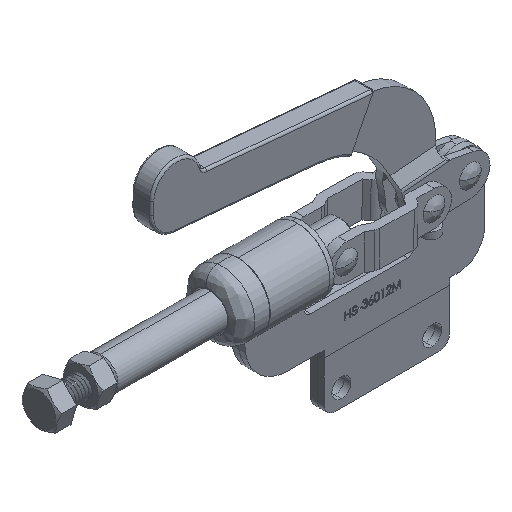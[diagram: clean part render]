
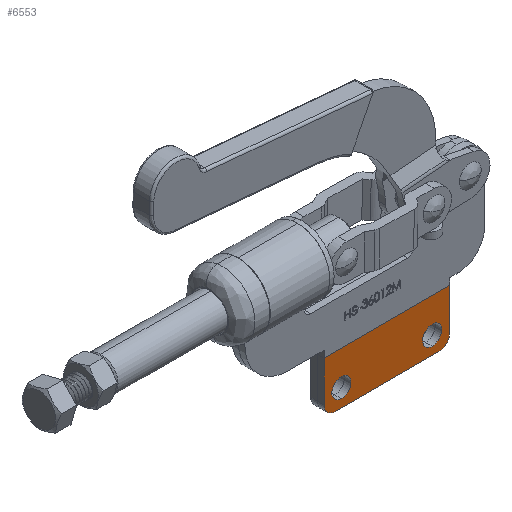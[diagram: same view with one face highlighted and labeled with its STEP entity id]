
A CAD part, isometric view. The second image highlights one B-rep face of the part: STEP entity #6553.
In plain terms, the highlighted planar face has unit normal (0, -1, 0).
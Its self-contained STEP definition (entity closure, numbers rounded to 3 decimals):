
#2924 = DIRECTION ( 'NONE',  ( 0., 1., 0. ) ) ;
#2929 = CARTESIAN_POINT ( 'NONE',  ( 0., 25.6, -23.6 ) ) ;
#2931 = PLANE ( 'NONE',  #50294 ) ;
#2933 = DIRECTION ( 'NONE',  ( 0., 0., 1. ) ) ;
#6553 = ADVANCED_FACE ( 'NONE', ( #26316, #26319, #26313 ), #2931, .F. ) ;
#18683 = EDGE_LOOP ( 'NONE', ( #37665, #37666 ) ) ;
#18773 = EDGE_LOOP ( 'NONE', ( #37667, #37668, #37669, #37670, #37671, #37672 ) ) ;
#18775 = EDGE_LOOP ( 'NONE', ( #37663, #37664 ) ) ;
#24092 = CARTESIAN_POINT ( 'NONE',  ( -49.3, 25.6, -11.3 ) ) ;
#24093 = CARTESIAN_POINT ( 'NONE',  ( -49.3, 25.6, -20. ) ) ;
#24096 = CARTESIAN_POINT ( 'NONE',  ( -8., 25.6, -11.3 ) ) ;
#24097 = CARTESIAN_POINT ( 'NONE',  ( -8., 25.6, -20. ) ) ;
#24099 = CARTESIAN_POINT ( 'NONE',  ( -52.2, 25.6, -23.6 ) ) ;
#24100 = CARTESIAN_POINT ( 'NONE',  ( -57.2, 25.6, -18.6 ) ) ;
#24104 = CARTESIAN_POINT ( 'NONE',  ( -5., 25.6, -23.6 ) ) ;
#24106 = CARTESIAN_POINT ( 'NONE',  ( -57.2, 25.6, 0. ) ) ;
#24107 = CARTESIAN_POINT ( 'NONE',  ( 0., 25.6, 0. ) ) ;
#24109 = CARTESIAN_POINT ( 'NONE',  ( 0., 25.6, -18.6 ) ) ;
#26313 = FACE_OUTER_BOUND ( 'NONE', #18773, .T. ) ;
#26316 = FACE_BOUND ( 'NONE', #18775, .T. ) ;
#26319 = FACE_BOUND ( 'NONE', #18683, .T. ) ;
#28570 = CIRCLE ( 'NONE', #30272, 4.35 ) ;
#28571 = CIRCLE ( 'NONE', #30271, 4.35 ) ;
#28573 = CIRCLE ( 'NONE', #30273, 5. ) ;
#28576 = LINE ( 'NONE', #32176, #28579 ) ;
#28578 = LINE ( 'NONE', #32150, #28583 ) ;
#28579 = VECTOR ( 'NONE', #32180, 1000. ) ;
#28580 = LINE ( 'NONE', #32178, #28587 ) ;
#28583 = VECTOR ( 'NONE', #32185, 1000. ) ;
#28584 = CIRCLE ( 'NONE', #30274, 5. ) ;
#28587 = VECTOR ( 'NONE', #32194, 1000. ) ;
#28590 = LINE ( 'NONE', #32200, #28592 ) ;
#28592 = VECTOR ( 'NONE', #32191, 1000. ) ;
#28609 = CIRCLE ( 'NONE', #30279, 4.35 ) ;
#28615 = CIRCLE ( 'NONE', #30281, 4.35 ) ;
#30271 = AXIS2_PLACEMENT_3D ( 'NONE', #32153, #32155, #32157 ) ;
#30272 = AXIS2_PLACEMENT_3D ( 'NONE', #32160, #32162, #32164 ) ;
#30273 = AXIS2_PLACEMENT_3D ( 'NONE', #32170, #32171, #32173 ) ;
#30274 = AXIS2_PLACEMENT_3D ( 'NONE', #32209, #32211, #32213 ) ;
#30279 = AXIS2_PLACEMENT_3D ( 'NONE', #32282, #32284, #32286 ) ;
#30281 = AXIS2_PLACEMENT_3D ( 'NONE', #32304, #32305, #32307 ) ;
#31560 = VERTEX_POINT ( 'NONE', #24092 ) ;
#31561 = VERTEX_POINT ( 'NONE', #24093 ) ;
#31564 = VERTEX_POINT ( 'NONE', #24096 ) ;
#31565 = VERTEX_POINT ( 'NONE', #24097 ) ;
#31567 = VERTEX_POINT ( 'NONE', #24099 ) ;
#31568 = VERTEX_POINT ( 'NONE', #24100 ) ;
#31572 = VERTEX_POINT ( 'NONE', #24104 ) ;
#31574 = VERTEX_POINT ( 'NONE', #24106 ) ;
#31575 = VERTEX_POINT ( 'NONE', #24107 ) ;
#31577 = VERTEX_POINT ( 'NONE', #24109 ) ;
#32150 = CARTESIAN_POINT ( 'NONE',  ( 0., 25.6, 0. ) ) ;
#32153 = CARTESIAN_POINT ( 'NONE',  ( -49.3, 25.6, -15.65 ) ) ;
#32155 = DIRECTION ( 'NONE',  ( 0., -1., 0. ) ) ;
#32157 = DIRECTION ( 'NONE',  ( 0., 0., -1. ) ) ;
#32160 = CARTESIAN_POINT ( 'NONE',  ( -8., 25.6, -15.65 ) ) ;
#32162 = DIRECTION ( 'NONE',  ( 0., -1., 0. ) ) ;
#32164 = DIRECTION ( 'NONE',  ( 0., 0., -1. ) ) ;
#32170 = CARTESIAN_POINT ( 'NONE',  ( -5., 25.6, -18.6 ) ) ;
#32171 = DIRECTION ( 'NONE',  ( 0., 1., 0. ) ) ;
#32173 = DIRECTION ( 'NONE',  ( 0., 0., 1. ) ) ;
#32176 = CARTESIAN_POINT ( 'NONE',  ( 0., 25.6, -23.6 ) ) ;
#32178 = CARTESIAN_POINT ( 'NONE',  ( -57.2, 25.6, -23.6 ) ) ;
#32180 = DIRECTION ( 'NONE',  ( 0., 0., -1. ) ) ;
#32185 = DIRECTION ( 'NONE',  ( 1., 0., 0. ) ) ;
#32191 = DIRECTION ( 'NONE',  ( -1., 0., 0. ) ) ;
#32194 = DIRECTION ( 'NONE',  ( 0., 0., 1. ) ) ;
#32200 = CARTESIAN_POINT ( 'NONE',  ( 0., 25.6, -23.6 ) ) ;
#32209 = CARTESIAN_POINT ( 'NONE',  ( -52.2, 25.6, -18.6 ) ) ;
#32211 = DIRECTION ( 'NONE',  ( 0., 1., 0. ) ) ;
#32213 = DIRECTION ( 'NONE',  ( 0., 0., -1. ) ) ;
#32282 = CARTESIAN_POINT ( 'NONE',  ( -8., 25.6, -15.65 ) ) ;
#32284 = DIRECTION ( 'NONE',  ( 0., -1., 0. ) ) ;
#32286 = DIRECTION ( 'NONE',  ( 0., 0., -1. ) ) ;
#32304 = CARTESIAN_POINT ( 'NONE',  ( -49.3, 25.6, -15.65 ) ) ;
#32305 = DIRECTION ( 'NONE',  ( 0., -1., 0. ) ) ;
#32307 = DIRECTION ( 'NONE',  ( 0., 0., -1. ) ) ;
#37663 = ORIENTED_EDGE ( 'NONE', *, *, #39229, .F. ) ;
#37664 = ORIENTED_EDGE ( 'NONE', *, *, #39256, .F. ) ;
#37665 = ORIENTED_EDGE ( 'NONE', *, *, #39230, .F. ) ;
#37666 = ORIENTED_EDGE ( 'NONE', *, *, #39252, .F. ) ;
#37667 = ORIENTED_EDGE ( 'NONE', *, *, #39233, .F. ) ;
#37668 = ORIENTED_EDGE ( 'NONE', *, *, #39235, .F. ) ;
#37669 = ORIENTED_EDGE ( 'NONE', *, *, #39237, .F. ) ;
#37670 = ORIENTED_EDGE ( 'NONE', *, *, #39239, .F. ) ;
#37671 = ORIENTED_EDGE ( 'NONE', *, *, #39240, .F. ) ;
#37672 = ORIENTED_EDGE ( 'NONE', *, *, #39231, .F. ) ;
#39229 = EDGE_CURVE ( 'NONE', #31561, #31560, #28571, .T. ) ;
#39230 = EDGE_CURVE ( 'NONE', #31565, #31564, #28570, .T. ) ;
#39231 = EDGE_CURVE ( 'NONE', #31577, #31572, #28573, .T. ) ;
#39233 = EDGE_CURVE ( 'NONE', #31575, #31577, #28576, .T. ) ;
#39235 = EDGE_CURVE ( 'NONE', #31574, #31575, #28578, .T. ) ;
#39237 = EDGE_CURVE ( 'NONE', #31568, #31574, #28580, .T. ) ;
#39239 = EDGE_CURVE ( 'NONE', #31567, #31568, #28584, .T. ) ;
#39240 = EDGE_CURVE ( 'NONE', #31572, #31567, #28590, .T. ) ;
#39252 = EDGE_CURVE ( 'NONE', #31564, #31565, #28609, .T. ) ;
#39256 = EDGE_CURVE ( 'NONE', #31560, #31561, #28615, .T. ) ;
#50294 = AXIS2_PLACEMENT_3D ( 'NONE', #2929, #2924, #2933 ) ;
